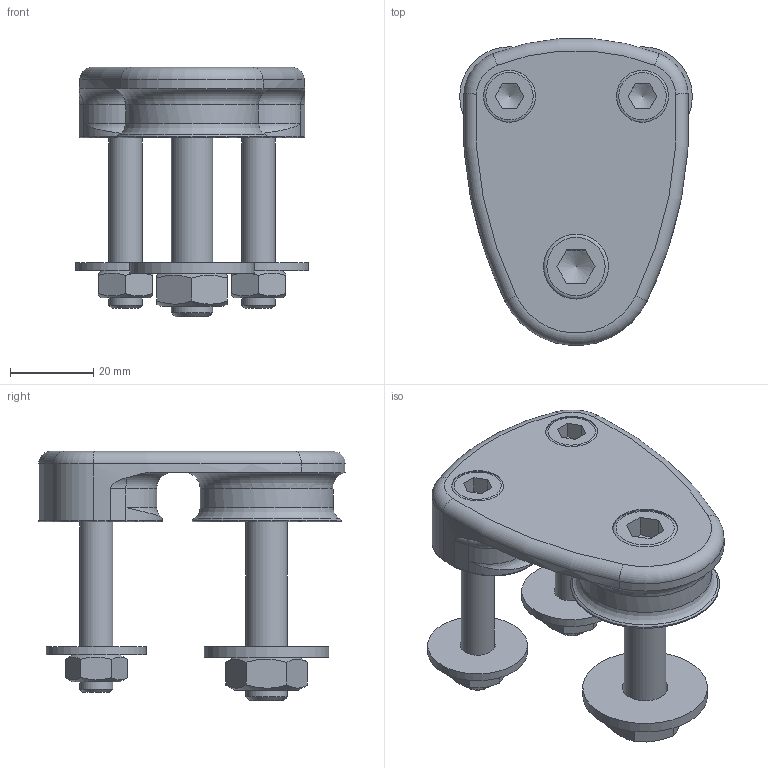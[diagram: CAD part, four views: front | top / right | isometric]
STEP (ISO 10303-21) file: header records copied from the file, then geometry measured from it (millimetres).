
FILE_DESCRIPTION(/* description */ (''),/* implementation_level */ '2;1');
FILE_NAME(/* name */ 'D3610.stp',/* time_stamp */ '2018-05-08T17:23:24+02:00',/* author */ ('gianni'),/* organization */ (''),/* preprocessor_version */ 'ST-DEVELOPER v16.5',/* originating_system */ 'Autodesk Inventor 2017',/* authorisation */ '');
FILE_SCHEMA (('AUTOMOTIVE_DESIGN { 1 0 10303 214 3 1 1 }'));
Length unit declared in the file: millimetre
Products named in the file (1): 18050802
Bounding box: 56 x 73.78 x 60 mm (x, y, z)
Volume: 54373.4 mm3; surface area: 18316.2 mm2
Topology: 1 solids, 1 shells, 139 faces, 321 edges, 204 vertices
Faces by surface type: plane 62, torus 34, cylinder 31, cone 12
Full cylindrical faces by diameter (mm): 8 x4, 8.4 x2, 10 x2, 11 x1, 12.5 x2, 15.6 x1, 24 x2, 30 x1, 32 x1
Entity records: 3726 total; most frequent: CARTESIAN_POINT 844, DIRECTION 610, ORIENTED_EDGE 546, EDGE_CURVE 273, AXIS2_PLACEMENT_3D 267, EDGE_LOOP 194, VERTEX_POINT 191, FACE_OUTER_BOUND 139
